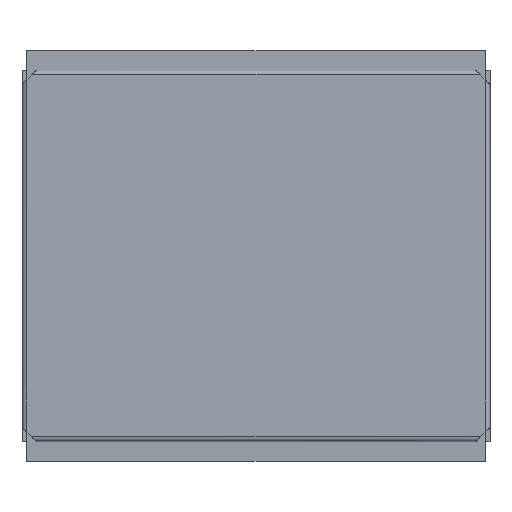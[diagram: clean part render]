
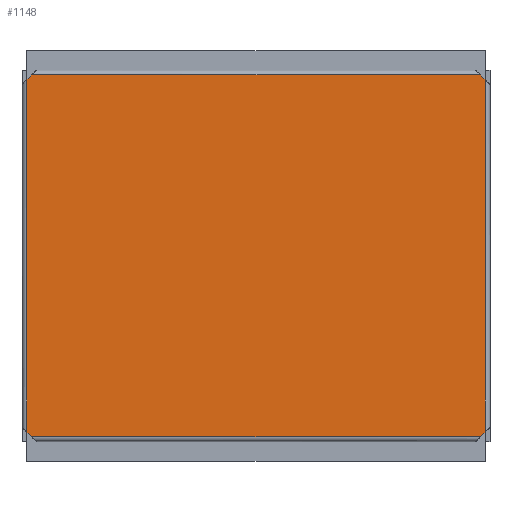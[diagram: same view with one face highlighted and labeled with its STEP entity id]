
A CAD part, top view. The second image highlights one B-rep face of the part: STEP entity #1148.
In plain terms, the highlighted planar face has unit normal (0, 0, 1).
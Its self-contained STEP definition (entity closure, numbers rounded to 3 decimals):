
#158=FACE_OUTER_BOUND('',#248,.T.);
#248=EDGE_LOOP('',(#919,#920,#921,#922,#923,#924,#925,#926));
#339=LINE('',#1755,#439);
#350=LINE('',#1782,#450);
#368=LINE('',#1824,#468);
#379=LINE('',#1851,#479);
#384=LINE('',#1860,#484);
#397=LINE('',#1884,#497);
#405=LINE('',#1899,#505);
#407=LINE('',#1902,#507);
#439=VECTOR('',#1391,0.283);
#450=VECTOR('',#1410,0.283);
#468=VECTOR('',#1438,0.283);
#479=VECTOR('',#1457,0.283);
#484=VECTOR('',#1466,14.6);
#497=VECTOR('',#1489,14.6);
#505=VECTOR('',#1507,18.6);
#507=VECTOR('',#1511,18.6);
#535=VERTEX_POINT('',#1751);
#537=VERTEX_POINT('',#1754);
#547=VERTEX_POINT('',#1778);
#549=VERTEX_POINT('',#1781);
#560=VERTEX_POINT('',#1806);
#568=VERTEX_POINT('',#1822);
#572=VERTEX_POINT('',#1833);
#580=VERTEX_POINT('',#1849);
#644=EDGE_CURVE('',#537,#535,#339,.T.);
#657=EDGE_CURVE('',#549,#547,#350,.T.);
#678=EDGE_CURVE('',#560,#568,#368,.T.);
#691=EDGE_CURVE('',#572,#580,#379,.T.);
#696=EDGE_CURVE('',#560,#535,#384,.T.);
#709=EDGE_CURVE('',#572,#547,#397,.T.);
#717=EDGE_CURVE('',#537,#580,#405,.T.);
#719=EDGE_CURVE('',#549,#568,#407,.T.);
#919=ORIENTED_EDGE('',*,*,#644,.T.);
#920=ORIENTED_EDGE('',*,*,#696,.F.);
#921=ORIENTED_EDGE('',*,*,#678,.T.);
#922=ORIENTED_EDGE('',*,*,#719,.F.);
#923=ORIENTED_EDGE('',*,*,#657,.T.);
#924=ORIENTED_EDGE('',*,*,#709,.F.);
#925=ORIENTED_EDGE('',*,*,#691,.T.);
#926=ORIENTED_EDGE('',*,*,#717,.F.);
#1074=PLANE('',#1266);
#1148=ADVANCED_FACE('',(#158),#1074,.F.);
#1266=AXIS2_PLACEMENT_3D('',#1906,#1516,#1517);
#1391=DIRECTION('',(0.707,0.707,0.));
#1410=DIRECTION('',(-0.707,-0.707,0.));
#1438=DIRECTION('',(-0.707,0.707,0.));
#1457=DIRECTION('',(0.707,-0.707,0.));
#1466=DIRECTION('',(0.,-1.,0.));
#1489=DIRECTION('',(0.,1.,0.));
#1507=DIRECTION('',(-1.,0.,0.));
#1511=DIRECTION('',(1.,0.,0.));
#1516=DIRECTION('center_axis',(0.,0.,-1.));
#1517=DIRECTION('ref_axis',(1.,0.,0.));
#1751=CARTESIAN_POINT('',(9.5,-7.3,5.3));
#1754=CARTESIAN_POINT('',(9.3,-7.5,5.3));
#1755=CARTESIAN_POINT('',(8.75,-8.05,5.3));
#1778=CARTESIAN_POINT('',(-9.5,7.3,5.3));
#1781=CARTESIAN_POINT('',(-9.3,7.5,5.3));
#1782=CARTESIAN_POINT('',(-8.75,8.05,5.3));
#1806=CARTESIAN_POINT('',(9.5,7.3,5.3));
#1822=CARTESIAN_POINT('',(9.3,7.5,5.3));
#1824=CARTESIAN_POINT('',(8.75,8.05,5.3));
#1833=CARTESIAN_POINT('',(-9.5,-7.3,5.3));
#1849=CARTESIAN_POINT('',(-9.3,-7.5,5.3));
#1851=CARTESIAN_POINT('',(-8.75,-8.05,5.3));
#1860=CARTESIAN_POINT('',(9.5,0.,5.3));
#1884=CARTESIAN_POINT('',(-9.5,0.,5.3));
#1899=CARTESIAN_POINT('',(0.,-7.5,5.3));
#1902=CARTESIAN_POINT('',(4.75,7.5,5.3));
#1906=CARTESIAN_POINT('Origin',(0.,0.,5.3));
